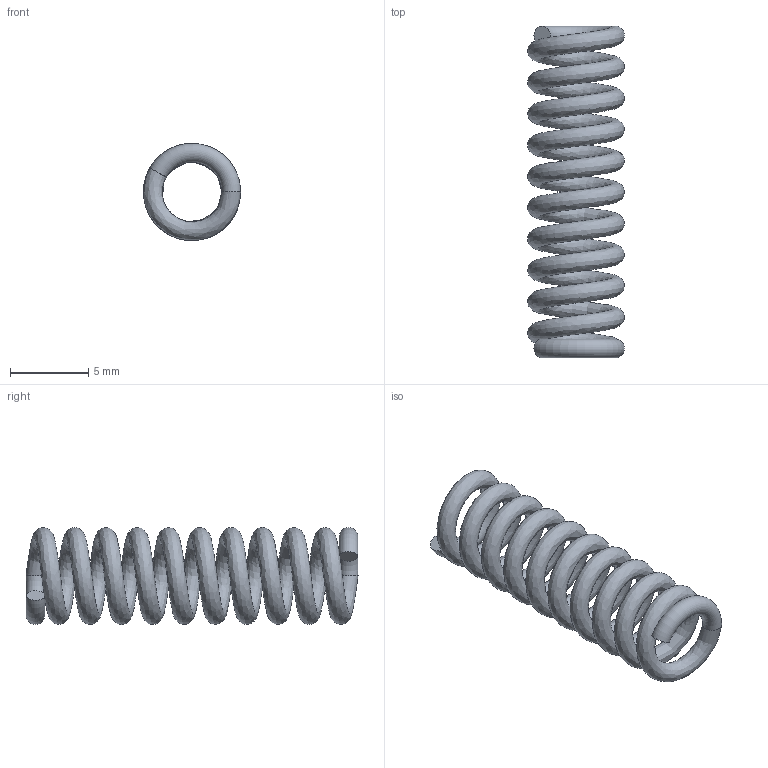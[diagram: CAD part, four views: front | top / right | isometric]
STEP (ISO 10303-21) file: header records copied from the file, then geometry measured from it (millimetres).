
FILE_DESCRIPTION(('FreeCAD Model'),'2;1');
FILE_NAME( 'MK8_spring.step', '2018-05-17T20:12:35',('Author'),(''), 'Open CASCADE STEP processor 7.2','FreeCAD','Unknown');
FILE_SCHEMA(('AUTOMOTIVE_DESIGN { 1 0 10303 214 1 1 1 1 }'));
Length unit declared in the file: millimetre
Products named in the file (1): loxo_mk8
Bounding box: 6.2 x 21.2 x 6.2 mm (x, y, z)
Volume: 192.4 mm3; surface area: 645.9 mm2
Topology: 1 solids, 1 shells, 5 faces, 15 edges, 10 vertices
Faces by surface type: torus 2, plane 2, bspline 1
Entity records: 2110 total; most frequent: CARTESIAN_POINT 1810, DIRECTION 47, ORIENTED_EDGE 30, PCURVE 30, DEFINITIONAL_REPRESENTATION 30, AXIS2_PLACEMENT_3D 15, EDGE_CURVE 15, B_SPLINE_CURVE_WITH_KNOTS 15
